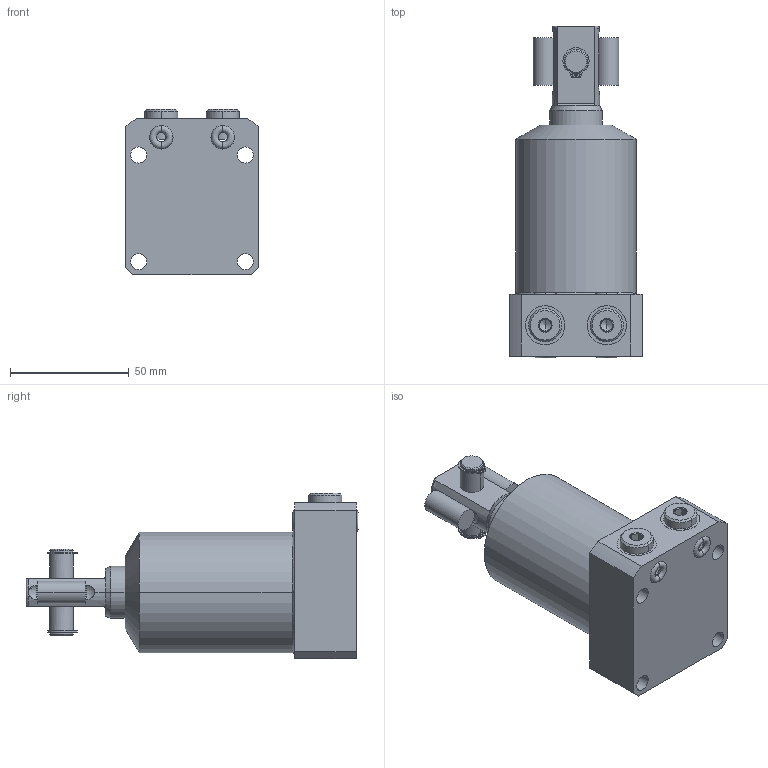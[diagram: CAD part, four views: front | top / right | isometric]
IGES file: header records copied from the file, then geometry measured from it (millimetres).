
Start section:  PTC IGES file: ilcml1414010r0.igs
Global section: file name: ilcml1414010r0.igs; native system: Creo Parametric by Parametric Technology Corporation; preprocessor: 2013320; author: maj; organization: Unknown; date: 20150324.143453; units: millimetre
Bounding box: 56 x 140 x 69.81 mm (x, y, z)
Surface area: 34940.2 mm2 (no closed solid volume)
Topology: 0 solids, 0 shells, 234 faces, 1080 edges, 1076 vertices
Faces by surface type: revolution 154, bspline 80
